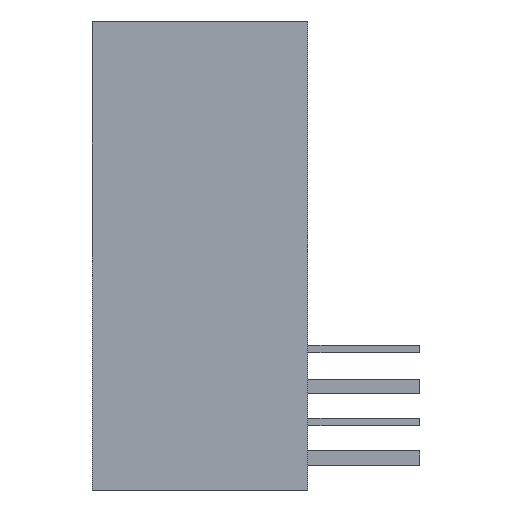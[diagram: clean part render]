
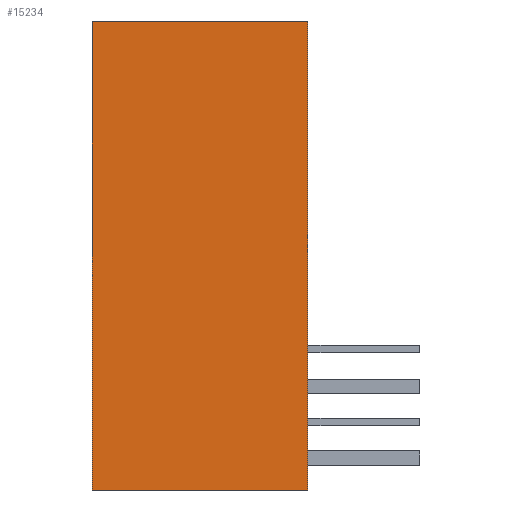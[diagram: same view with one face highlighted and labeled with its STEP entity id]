
A CAD part, left-side view. The second image highlights one B-rep face of the part: STEP entity #15234.
In plain terms, the highlighted planar face has unit normal (-1, 0, 0).
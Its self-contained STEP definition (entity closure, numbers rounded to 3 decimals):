
#105=DIRECTION('',(0.,0.,1.));
#106=VECTOR('',#105,16.28);
#107=CARTESIAN_POINT('',(-21.89,-4.1,-8.14));
#108=LINE('',#107,#106);
#221=DIRECTION('',(0.,1.,0.));
#222=VECTOR('',#221,7.49);
#223=CARTESIAN_POINT('',(-21.89,-4.1,8.14));
#224=LINE('',#223,#222);
#2045=DIRECTION('',(0.,0.,1.));
#2046=VECTOR('',#2045,16.28);
#2047=CARTESIAN_POINT('',(-21.89,3.39,-8.14));
#2048=LINE('',#2047,#2046);
#2065=DIRECTION('',(0.,1.,0.));
#2066=VECTOR('',#2065,7.49);
#2067=CARTESIAN_POINT('',(-21.89,-4.1,-8.14));
#2068=LINE('',#2067,#2066);
#10089=CARTESIAN_POINT('',(-21.89,-4.1,-8.14));
#10090=CARTESIAN_POINT('',(-21.89,-4.1,8.14));
#10091=VERTEX_POINT('',#10089);
#10092=VERTEX_POINT('',#10090);
#10097=CARTESIAN_POINT('',(-21.89,3.39,-8.14));
#10098=CARTESIAN_POINT('',(-21.89,3.39,8.14));
#10099=VERTEX_POINT('',#10097);
#10100=VERTEX_POINT('',#10098);
#15223=CARTESIAN_POINT('',(-21.89,-4.1,-8.14));
#15224=DIRECTION('',(-1.,0.,0.));
#15225=DIRECTION('',(0.,0.,1.));
#15226=AXIS2_PLACEMENT_3D('',#15223,#15224,#15225);
#15227=PLANE('',#15226);
#15228=ORIENTED_EDGE('',*,*,#13428,.F.);
#15229=ORIENTED_EDGE('',*,*,#13920,.T.);
#15230=ORIENTED_EDGE('',*,*,#15193,.T.);
#15231=ORIENTED_EDGE('',*,*,#13487,.F.);
#15232=EDGE_LOOP('',(#15228,#15229,#15230,#15231));
#15233=FACE_OUTER_BOUND('',#15232,.F.);
#15234=ADVANCED_FACE('',(#15233),#15227,.T.);
#13428=EDGE_CURVE('',#10091,#10092,#108,.T.);
#13487=EDGE_CURVE('',#10092,#10100,#224,.T.);
#13920=EDGE_CURVE('',#10091,#10099,#2068,.T.);
#15193=EDGE_CURVE('',#10099,#10100,#2048,.T.);
